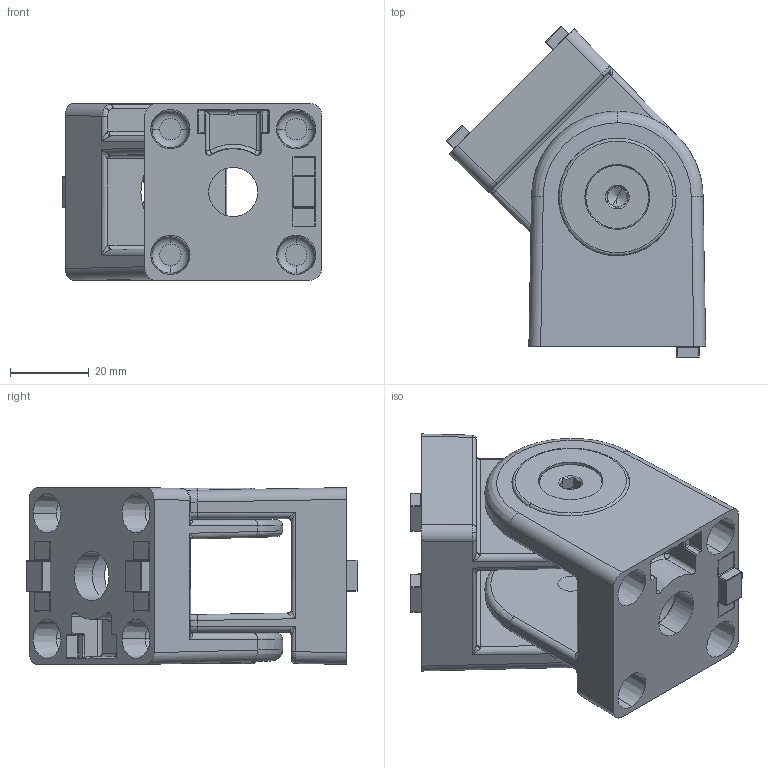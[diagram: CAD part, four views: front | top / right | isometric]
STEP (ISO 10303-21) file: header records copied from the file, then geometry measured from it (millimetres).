
FILE_DESCRIPTION (( 'STEP AP214' ), '1' );
FILE_NAME ('093ga45an.STEP', '2012-02-24T15:16:04', ( 'de01pc046' ), ( 'Fath GmbH' ), 'SwSTEP 2.0', 'SolidWorks 2011', '' );
FILE_SCHEMA (( 'AUTOMOTIVE_DESIGN' ));
Length unit declared in the file: millimetre
Products named in the file (6): 093gr14_093 g r14; Senkschraube_DIN_7991___M8x12_Standard; 093gr19_aus-2009_Standard; 093gr18_Standard; 093g45r21_093 g 45 r21; 093ga45an
Assembly tree (11 placements, depth 2):
  093ga45an
    093gr14_093 g r14  x3
    093g45r21_093 g 45 r21  x2
    Senkschraube_DIN_7991___M8x12_Standard  x2
    093gr19_aus-2009_Standard  x2
    093gr18_Standard  x2
Bounding box: 66.01 x 84.41 x 45 mm (x, y, z)
Volume: 85517.5 mm3; surface area: 41788.1 mm2
Topology: 11 solids, 11 shells, 758 faces, 1716 edges, 978 vertices
Faces by surface type: cylinder 262, plane 180, bspline 96, torus 84, cone 76, sphere 60
Entity records: 10871 total; most frequent: CARTESIAN_POINT 3397, DIRECTION 1546, ORIENTED_EDGE 1516, EDGE_CURVE 758, AXIS2_PLACEMENT_3D 631, VERTEX_POINT 445, EDGE_LOOP 361, FACE_OUTER_BOUND 338
